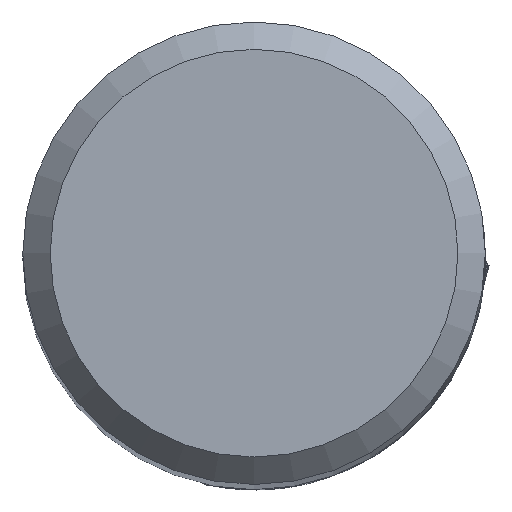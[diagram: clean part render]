
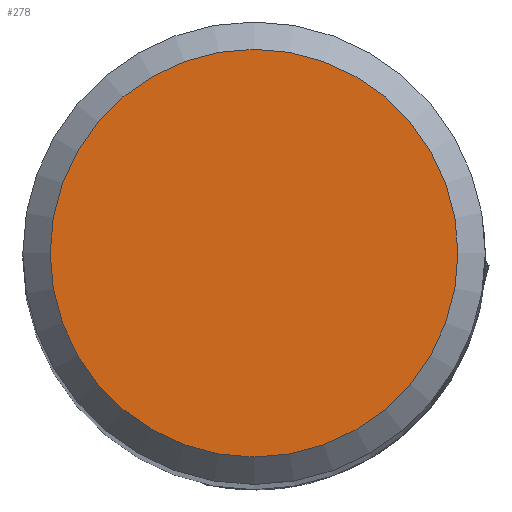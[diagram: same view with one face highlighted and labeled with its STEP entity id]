
A CAD part, top view. The second image highlights one B-rep face of the part: STEP entity #278.
In plain terms, the highlighted planar face has unit normal (0, 0, 1).
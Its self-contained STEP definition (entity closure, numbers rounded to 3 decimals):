
#224=CIRCLE('',#1977,11.185);
#278=ADVANCED_FACE('TB_BL_N5_SU8',(#416),#371,.F.);
#371=PLANE('',#1979);
#416=FACE_OUTER_BOUND('',#525,.T.);
#525=EDGE_LOOP('',(#802));
#802=ORIENTED_EDGE('',*,*,#1461,.T.);
#1273=VERTEX_POINT('',#2884);
#1461=EDGE_CURVE('',#1273,#1273,#224,.T.);
#1977=AXIS2_PLACEMENT_3D('',#2883,#2224,#2225);
#1979=AXIS2_PLACEMENT_3D('',#2886,#2228,#2229);
#2224=DIRECTION('',(0.,0.,1.));
#2225=DIRECTION('',(-1.,0.,0.));
#2228=DIRECTION('',(0.,0.,-1.));
#2229=DIRECTION('',(1.,0.,0.));
#2883=CARTESIAN_POINT('',(0.,0.,0.));
#2884=CARTESIAN_POINT('',(-11.185,0.,0.));
#2886=CARTESIAN_POINT('',(-11.185,0.,0.));
